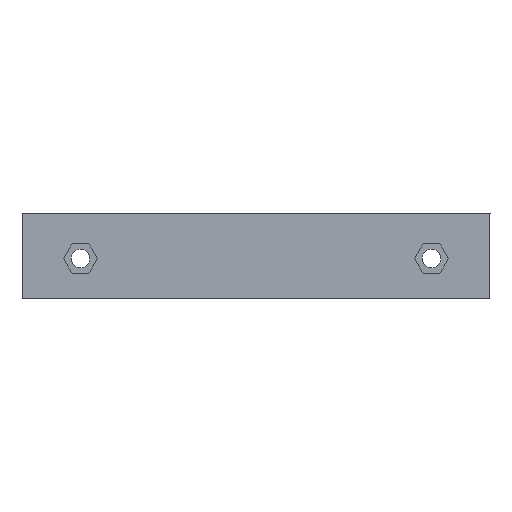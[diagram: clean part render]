
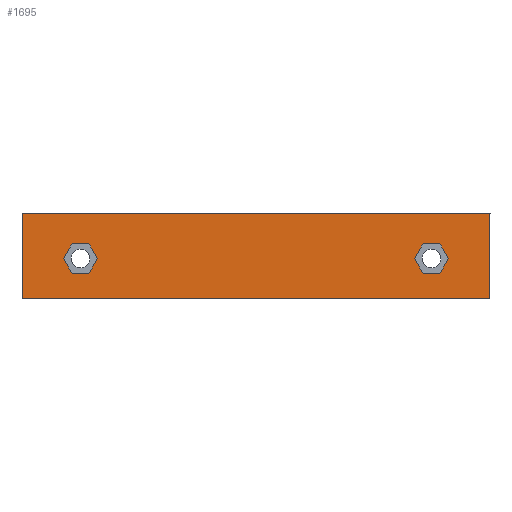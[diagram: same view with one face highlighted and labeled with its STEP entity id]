
A CAD part, front view. The second image highlights one B-rep face of the part: STEP entity #1695.
In plain terms, the highlighted planar face has unit normal (0, -1, 0).
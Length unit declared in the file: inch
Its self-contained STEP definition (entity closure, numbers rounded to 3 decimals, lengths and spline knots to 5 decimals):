
#114=FACE_BOUND('',#304,.T.);
#115=FACE_BOUND('',#305,.T.);
#201=FACE_OUTER_BOUND('',#303,.T.);
#303=EDGE_LOOP('',(#1399,#1400,#1401,#1402));
#304=EDGE_LOOP('',(#1403,#1404,#1405,#1406,#1407,#1408));
#305=EDGE_LOOP('',(#1409,#1410,#1411,#1412,#1413,#1414));
#408=LINE('',#2660,#576);
#425=LINE('',#2706,#593);
#470=LINE('',#2831,#638);
#473=LINE('',#2839,#641);
#474=LINE('',#2842,#642);
#475=LINE('',#2844,#643);
#476=LINE('',#2846,#644);
#477=LINE('',#2848,#645);
#478=LINE('',#2850,#646);
#479=LINE('',#2851,#647);
#480=LINE('',#2854,#648);
#481=LINE('',#2856,#649);
#482=LINE('',#2858,#650);
#483=LINE('',#2860,#651);
#484=LINE('',#2862,#652);
#485=LINE('',#2863,#653);
#576=VECTOR('',#2084,7.);
#593=VECTOR('',#2121,1.28246);
#638=VECTOR('',#2256,1.28246);
#641=VECTOR('',#2265,7.);
#642=VECTOR('',#2266,0.25403);
#643=VECTOR('',#2267,0.25403);
#644=VECTOR('',#2268,0.25403);
#645=VECTOR('',#2269,0.25403);
#646=VECTOR('',#2270,0.25403);
#647=VECTOR('',#2271,0.25403);
#648=VECTOR('',#2272,0.25403);
#649=VECTOR('',#2273,0.25403);
#650=VECTOR('',#2274,0.25403);
#651=VECTOR('',#2275,0.25403);
#652=VECTOR('',#2276,0.25403);
#653=VECTOR('',#2277,0.25403);
#754=VERTEX_POINT('',#2657);
#755=VERTEX_POINT('',#2659);
#774=VERTEX_POINT('',#2705);
#809=VERTEX_POINT('',#2829);
#812=VERTEX_POINT('',#2840);
#813=VERTEX_POINT('',#2841);
#814=VERTEX_POINT('',#2843);
#815=VERTEX_POINT('',#2845);
#816=VERTEX_POINT('',#2847);
#817=VERTEX_POINT('',#2849);
#818=VERTEX_POINT('',#2852);
#819=VERTEX_POINT('',#2853);
#820=VERTEX_POINT('',#2855);
#821=VERTEX_POINT('',#2857);
#822=VERTEX_POINT('',#2859);
#823=VERTEX_POINT('',#2861);
#934=EDGE_CURVE('',#754,#755,#408,.T.);
#958=EDGE_CURVE('',#774,#755,#425,.T.);
#1021=EDGE_CURVE('',#754,#809,#470,.T.);
#1025=EDGE_CURVE('',#809,#774,#473,.T.);
#1026=EDGE_CURVE('',#812,#813,#474,.T.);
#1027=EDGE_CURVE('',#814,#812,#475,.T.);
#1028=EDGE_CURVE('',#815,#814,#476,.T.);
#1029=EDGE_CURVE('',#816,#815,#477,.T.);
#1030=EDGE_CURVE('',#817,#816,#478,.T.);
#1031=EDGE_CURVE('',#813,#817,#479,.T.);
#1032=EDGE_CURVE('',#818,#819,#480,.T.);
#1033=EDGE_CURVE('',#820,#818,#481,.T.);
#1034=EDGE_CURVE('',#821,#820,#482,.T.);
#1035=EDGE_CURVE('',#822,#821,#483,.T.);
#1036=EDGE_CURVE('',#823,#822,#484,.T.);
#1037=EDGE_CURVE('',#819,#823,#485,.T.);
#1399=ORIENTED_EDGE('',*,*,#1025,.T.);
#1400=ORIENTED_EDGE('',*,*,#958,.T.);
#1401=ORIENTED_EDGE('',*,*,#934,.F.);
#1402=ORIENTED_EDGE('',*,*,#1021,.T.);
#1403=ORIENTED_EDGE('',*,*,#1026,.F.);
#1404=ORIENTED_EDGE('',*,*,#1027,.F.);
#1405=ORIENTED_EDGE('',*,*,#1028,.F.);
#1406=ORIENTED_EDGE('',*,*,#1029,.F.);
#1407=ORIENTED_EDGE('',*,*,#1030,.F.);
#1408=ORIENTED_EDGE('',*,*,#1031,.F.);
#1409=ORIENTED_EDGE('',*,*,#1032,.F.);
#1410=ORIENTED_EDGE('',*,*,#1033,.F.);
#1411=ORIENTED_EDGE('',*,*,#1034,.F.);
#1412=ORIENTED_EDGE('',*,*,#1035,.F.);
#1413=ORIENTED_EDGE('',*,*,#1036,.F.);
#1414=ORIENTED_EDGE('',*,*,#1037,.F.);
#1621=PLANE('',#1861);
#1695=ADVANCED_FACE('',(#201,#114,#115),#1621,.T.);
#1861=AXIS2_PLACEMENT_3D('',#2838,#2263,#2264);
#2084=DIRECTION('',(1.,0.,0.));
#2121=DIRECTION('',(0.,0.,1.));
#2256=DIRECTION('',(0.,0.,-1.));
#2263=DIRECTION('center_axis',(0.,-1.,0.));
#2264=DIRECTION('ref_axis',(-1.,0.,0.));
#2265=DIRECTION('',(1.,0.,0.));
#2266=DIRECTION('',(0.5,0.,0.866));
#2267=DIRECTION('',(1.,0.,0.));
#2268=DIRECTION('',(0.5,0.,-0.866));
#2269=DIRECTION('',(-0.5,0.,-0.866));
#2270=DIRECTION('',(-1.,0.,0.));
#2271=DIRECTION('',(-0.5,0.,0.866));
#2272=DIRECTION('',(-0.5,0.,0.866));
#2273=DIRECTION('',(0.5,0.,0.866));
#2274=DIRECTION('',(1.,0.,0.));
#2275=DIRECTION('',(0.5,0.,-0.866));
#2276=DIRECTION('',(-0.5,0.,-0.866));
#2277=DIRECTION('',(-1.,0.,0.));
#2657=CARTESIAN_POINT('',(-4.,-0.64419,0.85077));
#2659=CARTESIAN_POINT('',(3.,-0.64419,0.85077));
#2660=CARTESIAN_POINT('',(-4.,-0.64419,0.85077));
#2705=CARTESIAN_POINT('',(3.,-0.64419,-0.43169));
#2706=CARTESIAN_POINT('',(3.,-0.64419,-0.43169));
#2829=CARTESIAN_POINT('',(-4.,-0.64419,-0.43169));
#2831=CARTESIAN_POINT('',(-4.,-0.64419,0.85077));
#2838=CARTESIAN_POINT('Origin',(-3.9375,-0.64419,2.38081));
#2839=CARTESIAN_POINT('',(-4.,-0.64419,-0.43169));
#2840=CARTESIAN_POINT('',(-2.99798,-0.64419,-0.04919));
#2841=CARTESIAN_POINT('',(-2.87097,-0.64419,0.17081));
#2842=CARTESIAN_POINT('',(-2.99798,-0.64419,-0.04919));
#2843=CARTESIAN_POINT('',(-3.25202,-0.64419,-0.04919));
#2844=CARTESIAN_POINT('',(-3.25202,-0.64419,-0.04919));
#2845=CARTESIAN_POINT('',(-3.37903,-0.64419,0.17081));
#2846=CARTESIAN_POINT('',(-3.37903,-0.64419,0.17081));
#2847=CARTESIAN_POINT('',(-3.25202,-0.64419,0.39081));
#2848=CARTESIAN_POINT('',(-3.25202,-0.64419,0.39081));
#2849=CARTESIAN_POINT('',(-2.99798,-0.64419,0.39081));
#2850=CARTESIAN_POINT('',(-2.99798,-0.64419,0.39081));
#2851=CARTESIAN_POINT('',(-2.87097,-0.64419,0.17081));
#2852=CARTESIAN_POINT('',(2.37903,-0.64419,0.17081));
#2853=CARTESIAN_POINT('',(2.25202,-0.64419,0.39081));
#2854=CARTESIAN_POINT('',(2.37903,-0.64419,0.17081));
#2855=CARTESIAN_POINT('',(2.25202,-0.64419,-0.04919));
#2856=CARTESIAN_POINT('',(2.25202,-0.64419,-0.04919));
#2857=CARTESIAN_POINT('',(1.99798,-0.64419,-0.04919));
#2858=CARTESIAN_POINT('',(1.99798,-0.64419,-0.04919));
#2859=CARTESIAN_POINT('',(1.87097,-0.64419,0.17081));
#2860=CARTESIAN_POINT('',(1.87097,-0.64419,0.17081));
#2861=CARTESIAN_POINT('',(1.99798,-0.64419,0.39081));
#2862=CARTESIAN_POINT('',(1.99798,-0.64419,0.39081));
#2863=CARTESIAN_POINT('',(2.25202,-0.64419,0.39081));
